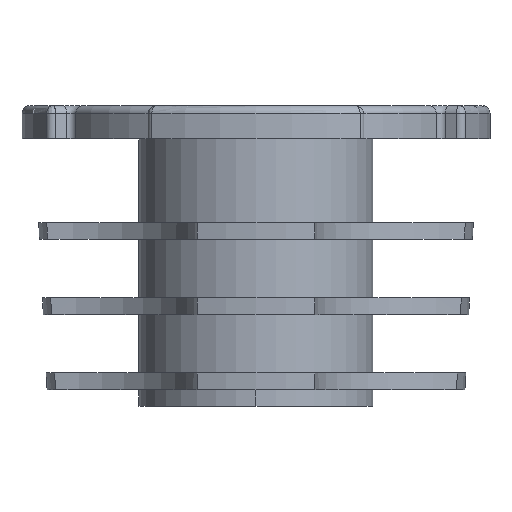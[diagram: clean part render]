
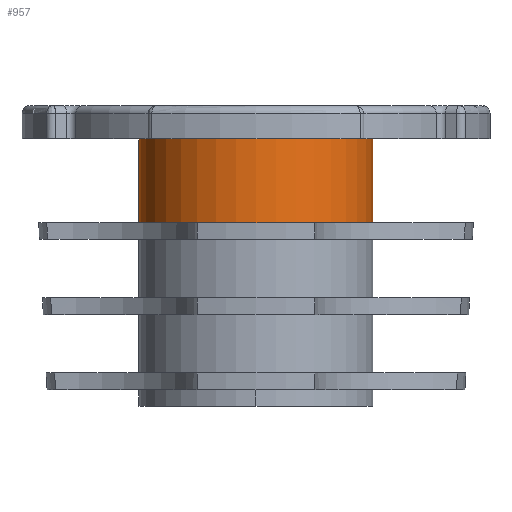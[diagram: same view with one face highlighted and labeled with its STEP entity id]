
A CAD part, front view. The second image highlights one B-rep face of the part: STEP entity #957.
In plain terms, the highlighted cylindrical face has radius 7 mm (diameter 14 mm), a partial arc.
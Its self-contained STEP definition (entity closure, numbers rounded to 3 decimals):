
#170 = CARTESIAN_POINT ( 'NONE',  ( 0., 0., -7. ) ) ;
#221 = DIRECTION ( 'NONE',  ( 0., 0., -1. ) ) ;
#237 = VERTEX_POINT ( 'NONE', #4187 ) ;
#243 = ORIENTED_EDGE ( 'NONE', *, *, #4897, .F. ) ;
#311 = AXIS2_PLACEMENT_3D ( 'NONE', #988, #3778, #1898 ) ;
#653 = VERTEX_POINT ( 'NONE', #3454 ) ;
#698 = DIRECTION ( 'NONE',  ( -1., 0., 0. ) ) ;
#734 = ORIENTED_EDGE ( 'NONE', *, *, #3966, .T. ) ;
#799 = AXIS2_PLACEMENT_3D ( 'NONE', #170, #1961, #698 ) ;
#957 = ADVANCED_FACE ( 'NONE', ( #1930 ), #3686, .T. ) ;
#988 = CARTESIAN_POINT ( 'NONE',  ( 0., 0., -1.3 ) ) ;
#1046 = CARTESIAN_POINT ( 'NONE',  ( 7., 0., -2. ) ) ;
#1066 = CARTESIAN_POINT ( 'NONE',  ( -7., 0., -2. ) ) ;
#1196 = VECTOR ( 'NONE', #4893, 1000. ) ;
#1483 = EDGE_CURVE ( 'NONE', #653, #5427, #5824, .T. ) ;
#1600 = LINE ( 'NONE', #1046, #2408 ) ;
#1624 = CARTESIAN_POINT ( 'NONE',  ( 7., 0., -7. ) ) ;
#1898 = DIRECTION ( 'NONE',  ( 1., 0., 0. ) ) ;
#1930 = FACE_OUTER_BOUND ( 'NONE', #3211, .T. ) ;
#1961 = DIRECTION ( 'NONE',  ( 0., 0., 1. ) ) ;
#2408 = VECTOR ( 'NONE', #221, 1000. ) ;
#2584 = EDGE_CURVE ( 'NONE', #237, #5427, #1600, .T. ) ;
#2847 = CARTESIAN_POINT ( 'NONE',  ( 0., 0., -2. ) ) ;
#3211 = EDGE_LOOP ( 'NONE', ( #4165, #3911, #243, #734 ) ) ;
#3454 = CARTESIAN_POINT ( 'NONE',  ( -7., 0., -7. ) ) ;
#3686 = CYLINDRICAL_SURFACE ( 'NONE', #311, 7. ) ;
#3744 = DIRECTION ( 'NONE',  ( 0., 0., 1. ) ) ;
#3778 = DIRECTION ( 'NONE',  ( 0., 0., -1. ) ) ;
#3911 = ORIENTED_EDGE ( 'NONE', *, *, #2584, .F. ) ;
#3951 = CARTESIAN_POINT ( 'NONE',  ( -7., 0., -2. ) ) ;
#3966 = EDGE_CURVE ( 'NONE', #5721, #653, #4837, .T. ) ;
#4165 = ORIENTED_EDGE ( 'NONE', *, *, #1483, .T. ) ;
#4187 = CARTESIAN_POINT ( 'NONE',  ( 7., 0., -2. ) ) ;
#4334 = AXIS2_PLACEMENT_3D ( 'NONE', #2847, #3744, #5552 ) ;
#4837 = LINE ( 'NONE', #3951, #1196 ) ;
#4893 = DIRECTION ( 'NONE',  ( 0., 0., -1. ) ) ;
#4897 = EDGE_CURVE ( 'NONE', #5721, #237, #4905, .T. ) ;
#4905 = CIRCLE ( 'NONE', #4334, 7. ) ;
#5427 = VERTEX_POINT ( 'NONE', #1624 ) ;
#5552 = DIRECTION ( 'NONE',  ( -1., 0., 0. ) ) ;
#5721 = VERTEX_POINT ( 'NONE', #1066 ) ;
#5824 = CIRCLE ( 'NONE', #799, 7. ) ;
